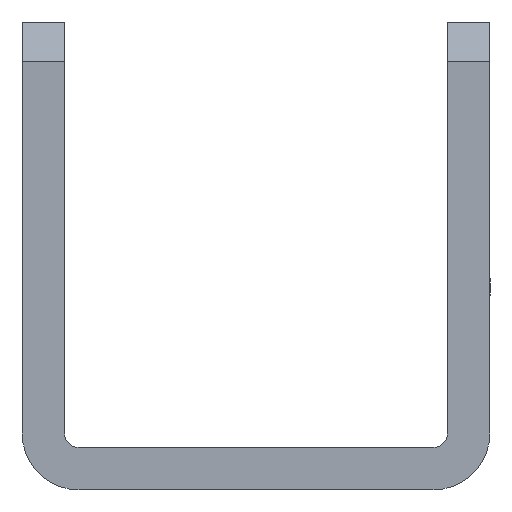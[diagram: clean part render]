
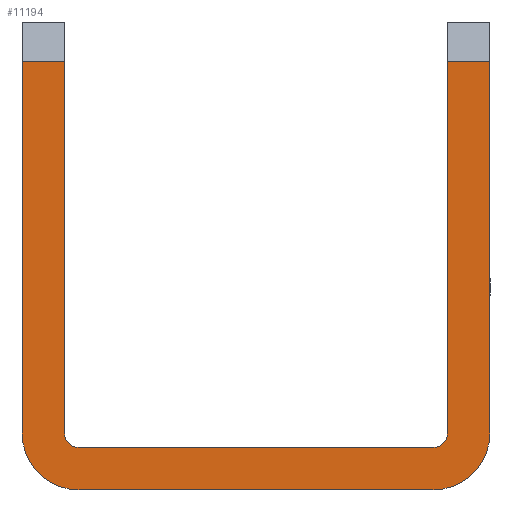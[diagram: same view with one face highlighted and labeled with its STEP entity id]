
A CAD part, left-side view. The second image highlights one B-rep face of the part: STEP entity #11194.
In plain terms, the highlighted planar face has unit normal (-1, 0, 0).
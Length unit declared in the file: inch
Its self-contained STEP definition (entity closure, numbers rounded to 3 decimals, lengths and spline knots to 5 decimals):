
#462 = CARTESIAN_POINT ( 'NONE',  ( -29.5, 0.5, 0. ) ) ;
#516 = AXIS2_PLACEMENT_3D ( 'NONE', #1452, #8139, #8208 ) ;
#636 = ORIENTED_EDGE ( 'NONE', *, *, #9190, .F. ) ;
#646 = EDGE_CURVE ( 'NONE', #2236, #1230, #9248, .T. ) ;
#656 = CARTESIAN_POINT ( 'NONE',  ( -29.5, -0.378, 0.09 ) ) ;
#664 = VECTOR ( 'NONE', #6907, 39.37008 ) ;
#753 = VERTEX_POINT ( 'NONE', #2951 ) ;
#885 = AXIS2_PLACEMENT_3D ( 'NONE', #5376, #11957, #2260 ) ;
#1067 = DIRECTION ( 'NONE',  ( 0., 0., -1. ) ) ;
#1178 = VECTOR ( 'NONE', #4813, 39.37008 ) ;
#1230 = VERTEX_POINT ( 'NONE', #11088 ) ;
#1308 = CIRCLE ( 'NONE', #4635, 0.032 ) ;
#1452 = CARTESIAN_POINT ( 'NONE',  ( -29.5, -0.378, 0.122 ) ) ;
#1507 = CARTESIAN_POINT ( 'NONE',  ( -29.5, 0.5, 1. ) ) ;
#1584 = ORIENTED_EDGE ( 'NONE', *, *, #5160, .F. ) ;
#2039 = CARTESIAN_POINT ( 'NONE',  ( -29.5, -0.378, 0.122 ) ) ;
#2108 = ORIENTED_EDGE ( 'NONE', *, *, #8043, .F. ) ;
#2216 = EDGE_CURVE ( 'NONE', #10690, #753, #8897, .T. ) ;
#2236 = VERTEX_POINT ( 'NONE', #2745 ) ;
#2260 = DIRECTION ( 'NONE',  ( 0., 0., -1. ) ) ;
#2288 = EDGE_CURVE ( 'NONE', #6997, #5894, #8271, .T. ) ;
#2418 = ORIENTED_EDGE ( 'NONE', *, *, #646, .F. ) ;
#2630 = DIRECTION ( 'NONE',  ( 0., -1., 0. ) ) ;
#2743 = DIRECTION ( 'NONE',  ( 0., -1., 0. ) ) ;
#2745 = CARTESIAN_POINT ( 'NONE',  ( -29.5, -0.41, 0.122 ) ) ;
#2847 = DIRECTION ( 'NONE',  ( 0., 0., 1. ) ) ;
#2922 = CARTESIAN_POINT ( 'NONE',  ( -29.5, -0.378, 0. ) ) ;
#2947 = AXIS2_PLACEMENT_3D ( 'NONE', #8414, #3020, #4394 ) ;
#2951 = CARTESIAN_POINT ( 'NONE',  ( -29.5, 0.378, 0. ) ) ;
#3014 = DIRECTION ( 'NONE',  ( 0., 0., 1. ) ) ;
#3020 = DIRECTION ( 'NONE',  ( 1., 0., 0. ) ) ;
#4050 = CIRCLE ( 'NONE', #2947, 0.122 ) ;
#4053 = DIRECTION ( 'NONE',  ( 0., -1., 0. ) ) ;
#4394 = DIRECTION ( 'NONE',  ( 0., 0., 1. ) ) ;
#4635 = AXIS2_PLACEMENT_3D ( 'NONE', #12481, #12277, #2847 ) ;
#4813 = DIRECTION ( 'NONE',  ( 0., 1., 0. ) ) ;
#4825 = LINE ( 'NONE', #1507, #664 ) ;
#5013 = AXIS2_PLACEMENT_3D ( 'NONE', #2039, #8609, #1067 ) ;
#5160 = EDGE_CURVE ( 'NONE', #7928, #10108, #12503, .T. ) ;
#5376 = CARTESIAN_POINT ( 'NONE',  ( -29.5, 0.5, 1. ) ) ;
#5454 = CARTESIAN_POINT ( 'NONE',  ( -29.5, 0.5, 0.915 ) ) ;
#5521 = CARTESIAN_POINT ( 'NONE',  ( -29.5, -0.5, 0.09 ) ) ;
#5754 = EDGE_CURVE ( 'NONE', #9427, #6997, #10419, .T. ) ;
#5810 = EDGE_CURVE ( 'NONE', #2236, #10108, #12769, .T. ) ;
#5887 = VECTOR ( 'NONE', #4053, 39.37008 ) ;
#5894 = VERTEX_POINT ( 'NONE', #7435 ) ;
#5997 = EDGE_LOOP ( 'NONE', ( #12644, #11167, #7186, #12375, #6798, #7316, #636, #2418, #9406, #1584, #2108, #12084 ) ) ;
#6059 = CARTESIAN_POINT ( 'NONE',  ( -29.5, 0.41, 0. ) ) ;
#6711 = VERTEX_POINT ( 'NONE', #10527 ) ;
#6798 = ORIENTED_EDGE ( 'NONE', *, *, #13306, .F. ) ;
#6907 = DIRECTION ( 'NONE',  ( 0., 0., -1. ) ) ;
#6997 = VERTEX_POINT ( 'NONE', #8344 ) ;
#7091 = CARTESIAN_POINT ( 'NONE',  ( -29.5, 0.5, 0.09 ) ) ;
#7186 = ORIENTED_EDGE ( 'NONE', *, *, #13496, .F. ) ;
#7316 = ORIENTED_EDGE ( 'NONE', *, *, #10749, .T. ) ;
#7435 = CARTESIAN_POINT ( 'NONE',  ( -29.5, 0.41, 0.122 ) ) ;
#7653 = FACE_OUTER_BOUND ( 'NONE', #5997, .T. ) ;
#7928 = VERTEX_POINT ( 'NONE', #8038 ) ;
#8038 = CARTESIAN_POINT ( 'NONE',  ( -29.5, 0.378, 0.09 ) ) ;
#8043 = EDGE_CURVE ( 'NONE', #5894, #7928, #1308, .T. ) ;
#8139 = DIRECTION ( 'NONE',  ( 1., 0., 0. ) ) ;
#8173 = CARTESIAN_POINT ( 'NONE',  ( -29.5, -0.5, 0.915 ) ) ;
#8208 = DIRECTION ( 'NONE',  ( 0., 0., -1. ) ) ;
#8271 = LINE ( 'NONE', #6059, #8697 ) ;
#8344 = CARTESIAN_POINT ( 'NONE',  ( -29.5, 0.41, 0.915 ) ) ;
#8414 = CARTESIAN_POINT ( 'NONE',  ( -29.5, 0.378, 0.122 ) ) ;
#8425 = VECTOR ( 'NONE', #2630, 39.37008 ) ;
#8566 = LINE ( 'NONE', #5521, #13564 ) ;
#8609 = DIRECTION ( 'NONE',  ( 1., 0., 0. ) ) ;
#8697 = VECTOR ( 'NONE', #13536, 39.37008 ) ;
#8851 = CARTESIAN_POINT ( 'NONE',  ( -29.5, -0.5, 0.915 ) ) ;
#8897 = LINE ( 'NONE', #462, #1178 ) ;
#9190 = EDGE_CURVE ( 'NONE', #1230, #10633, #13288, .T. ) ;
#9247 = CARTESIAN_POINT ( 'NONE',  ( -29.5, 0.5, 0.915 ) ) ;
#9248 = LINE ( 'NONE', #13345, #11221 ) ;
#9406 = ORIENTED_EDGE ( 'NONE', *, *, #5810, .T. ) ;
#9427 = VERTEX_POINT ( 'NONE', #5454 ) ;
#9767 = CARTESIAN_POINT ( 'NONE',  ( -29.5, -0.5, 0.122 ) ) ;
#10108 = VERTEX_POINT ( 'NONE', #656 ) ;
#10419 = LINE ( 'NONE', #9247, #5887 ) ;
#10458 = CIRCLE ( 'NONE', #516, 0.122 ) ;
#10527 = CARTESIAN_POINT ( 'NONE',  ( -29.5, 0.5, 0.122 ) ) ;
#10633 = VERTEX_POINT ( 'NONE', #8173 ) ;
#10690 = VERTEX_POINT ( 'NONE', #2922 ) ;
#10749 = EDGE_CURVE ( 'NONE', #12020, #10633, #8566, .T. ) ;
#10908 = EDGE_CURVE ( 'NONE', #9427, #6711, #4825, .T. ) ;
#11088 = CARTESIAN_POINT ( 'NONE',  ( -29.5, -0.41, 0.915 ) ) ;
#11167 = ORIENTED_EDGE ( 'NONE', *, *, #10908, .T. ) ;
#11194 = ADVANCED_FACE ( 'NONE', ( #7653 ), #11755, .F. ) ;
#11221 = VECTOR ( 'NONE', #3014, 39.37008 ) ;
#11755 = PLANE ( 'NONE',  #885 ) ;
#11840 = DIRECTION ( 'NONE',  ( 0., 0., 1. ) ) ;
#11957 = DIRECTION ( 'NONE',  ( 1., 0., 0. ) ) ;
#12020 = VERTEX_POINT ( 'NONE', #9767 ) ;
#12084 = ORIENTED_EDGE ( 'NONE', *, *, #2288, .F. ) ;
#12277 = DIRECTION ( 'NONE',  ( -1., 0., 0. ) ) ;
#12303 = VECTOR ( 'NONE', #2743, 39.37008 ) ;
#12375 = ORIENTED_EDGE ( 'NONE', *, *, #2216, .F. ) ;
#12481 = CARTESIAN_POINT ( 'NONE',  ( -29.5, 0.378, 0.122 ) ) ;
#12503 = LINE ( 'NONE', #7091, #12303 ) ;
#12644 = ORIENTED_EDGE ( 'NONE', *, *, #5754, .F. ) ;
#12769 = CIRCLE ( 'NONE', #5013, 0.032 ) ;
#13288 = LINE ( 'NONE', #8851, #8425 ) ;
#13306 = EDGE_CURVE ( 'NONE', #12020, #10690, #10458, .T. ) ;
#13345 = CARTESIAN_POINT ( 'NONE',  ( -29.5, -0.41, 0. ) ) ;
#13496 = EDGE_CURVE ( 'NONE', #753, #6711, #4050, .T. ) ;
#13536 = DIRECTION ( 'NONE',  ( 0., 0., -1. ) ) ;
#13564 = VECTOR ( 'NONE', #11840, 39.37008 ) ;
